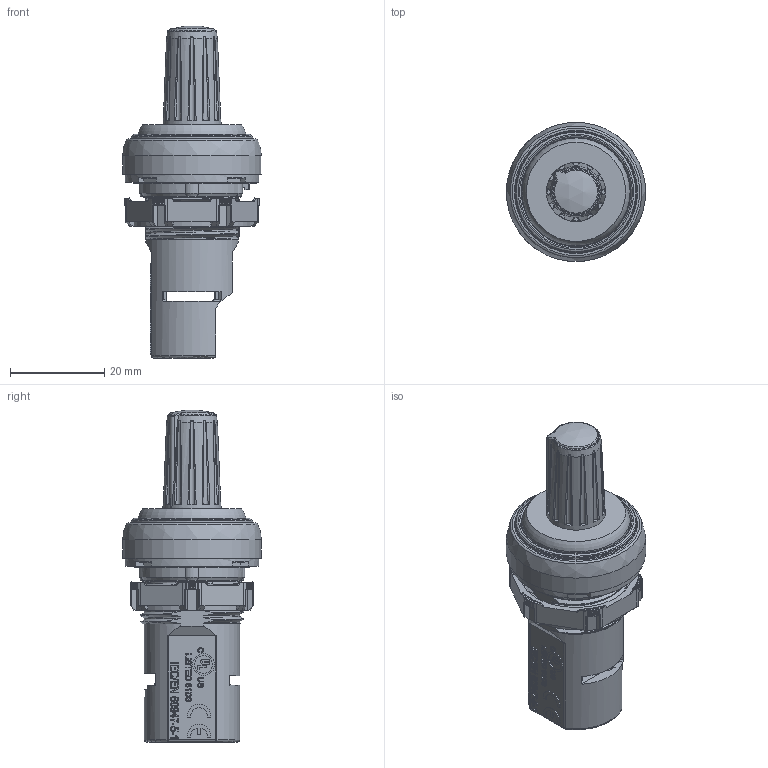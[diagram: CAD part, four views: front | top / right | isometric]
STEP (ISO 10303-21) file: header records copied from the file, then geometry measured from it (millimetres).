
FILE_DESCRIPTION(/* description */ (''),/* implementation_level */ '2;1');
FILE_NAME(/* name */ 'FILE_STP_CAD_DRAWING_3d_LPCPA_prt.stp',/* time_stamp */ '2025-04-18T14:13:48+02:00',/* author */ (''),/* organization */ (''),/* preprocessor_version */ 'ST-DEVELOPER v16.7',/* originating_system */ 'SIEMENS PLM Software NX 12.0',/* authorisation */ '');
FILE_SCHEMA (('AUTOMOTIVE_DESIGN { 1 0 10303 214 3 1 1 1 }'));
Length unit declared in the file: millimetre
Products named in the file (1): 3d_LPCPA
Bounding box: 29.39 x 29.39 x 70.27 mm (x, y, z)
Surface area: 9929 mm2 (no closed solid volume)
Topology: 0 solids, 7 shells, 1186 faces, 3644 edges, 2476 vertices
Faces by surface type: plane 725, bspline 210, cylinder 160, cone 71, torus 17, sphere 3
Full cylindrical faces by diameter (mm): 3.754 x1, 3.8 x3, 4.608 x1, 20.7 x1, 22.4 x1, 23.6 x1, 27 x1, 28.3 x1
Entity records: 46892 total; most frequent: CARTESIAN_POINT 15971, ORIENTED_EDGE 6684, DIRECTION 5698, EDGE_CURVE 3611, VERTEX_POINT 2465, LINE 2090, VECTOR 2090, AXIS2_PLACEMENT_3D 1804
